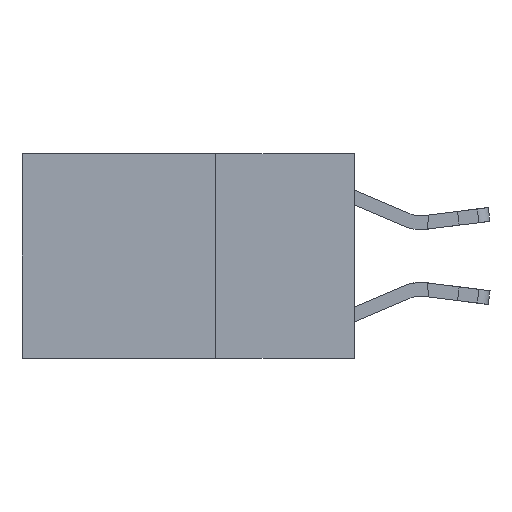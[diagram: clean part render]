
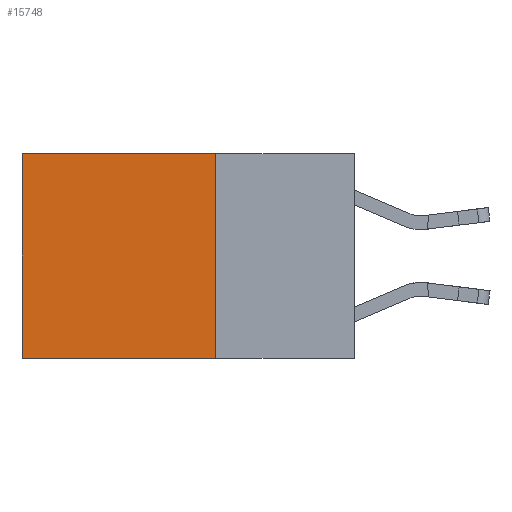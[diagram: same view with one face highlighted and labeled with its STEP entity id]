
A CAD part, left-side view. The second image highlights one B-rep face of the part: STEP entity #15748.
In plain terms, the highlighted planar face has unit normal (-1, 0, 0).
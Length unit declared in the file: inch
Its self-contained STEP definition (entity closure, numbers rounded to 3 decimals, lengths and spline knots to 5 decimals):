
#431 = LINE ( 'NONE', #22085, #17421 ) ;
#1522 = CARTESIAN_POINT ( 'NONE',  ( 0.2625, 0.25, 0. ) ) ;
#1561 = CARTESIAN_POINT ( 'NONE',  ( 0.2625, 0.25, -0.37 ) ) ;
#2209 = CARTESIAN_POINT ( 'NONE',  ( 0.2625, 0.6, 0. ) ) ;
#2952 = VECTOR ( 'NONE', #11596, 39.37008 ) ;
#3622 = CARTESIAN_POINT ( 'NONE',  ( 0.2625, 0.25, 0. ) ) ;
#3732 = PLANE ( 'NONE',  #7384 ) ;
#3888 = EDGE_CURVE ( 'NONE', #24001, #8867, #22347, .T. ) ;
#4834 = EDGE_LOOP ( 'NONE', ( #18639, #18947, #23940, #16231 ) ) ;
#5902 = DIRECTION ( 'NONE',  ( 1., 0., 0. ) ) ;
#5972 = VECTOR ( 'NONE', #10878, 39.37008 ) ;
#6972 = VECTOR ( 'NONE', #18555, 39.37008 ) ;
#7237 = CARTESIAN_POINT ( 'NONE',  ( 0.2625, 0.25, 0. ) ) ;
#7384 = AXIS2_PLACEMENT_3D ( 'NONE', #1522, #5902, #20567 ) ;
#8748 = CARTESIAN_POINT ( 'NONE',  ( 0.2625, 0.6, 0. ) ) ;
#8867 = VERTEX_POINT ( 'NONE', #13317 ) ;
#10878 = DIRECTION ( 'NONE',  ( 0., 0., -1. ) ) ;
#11596 = DIRECTION ( 'NONE',  ( 0., 0., -1. ) ) ;
#11736 = DIRECTION ( 'NONE',  ( 0., 1., 0. ) ) ;
#11873 = EDGE_CURVE ( 'NONE', #17975, #24001, #19802, .T. ) ;
#13317 = CARTESIAN_POINT ( 'NONE',  ( 0.2625, 0.6, -0.37 ) ) ;
#14196 = VERTEX_POINT ( 'NONE', #2209 ) ;
#14313 = CARTESIAN_POINT ( 'NONE',  ( 0.2625, 0.25, -0.37 ) ) ;
#15748 = ADVANCED_FACE ( 'NONE', ( #27034 ), #3732, .F. ) ;
#16231 = ORIENTED_EDGE ( 'NONE', *, *, #22540, .T. ) ;
#17188 = LINE ( 'NONE', #8748, #5972 ) ;
#17421 = VECTOR ( 'NONE', #11736, 39.37008 ) ;
#17975 = VERTEX_POINT ( 'NONE', #3622 ) ;
#18555 = DIRECTION ( 'NONE',  ( 0., 1., 0. ) ) ;
#18639 = ORIENTED_EDGE ( 'NONE', *, *, #20975, .T. ) ;
#18947 = ORIENTED_EDGE ( 'NONE', *, *, #3888, .F. ) ;
#19802 = LINE ( 'NONE', #7237, #2952 ) ;
#20567 = DIRECTION ( 'NONE',  ( 0., 0., -1. ) ) ;
#20975 = EDGE_CURVE ( 'NONE', #14196, #8867, #17188, .T. ) ;
#22085 = CARTESIAN_POINT ( 'NONE',  ( 0.2625, 0.25, 0. ) ) ;
#22347 = LINE ( 'NONE', #1561, #6972 ) ;
#22540 = EDGE_CURVE ( 'NONE', #17975, #14196, #431, .T. ) ;
#23940 = ORIENTED_EDGE ( 'NONE', *, *, #11873, .F. ) ;
#24001 = VERTEX_POINT ( 'NONE', #14313 ) ;
#27034 = FACE_OUTER_BOUND ( 'NONE', #4834, .T. ) ;
